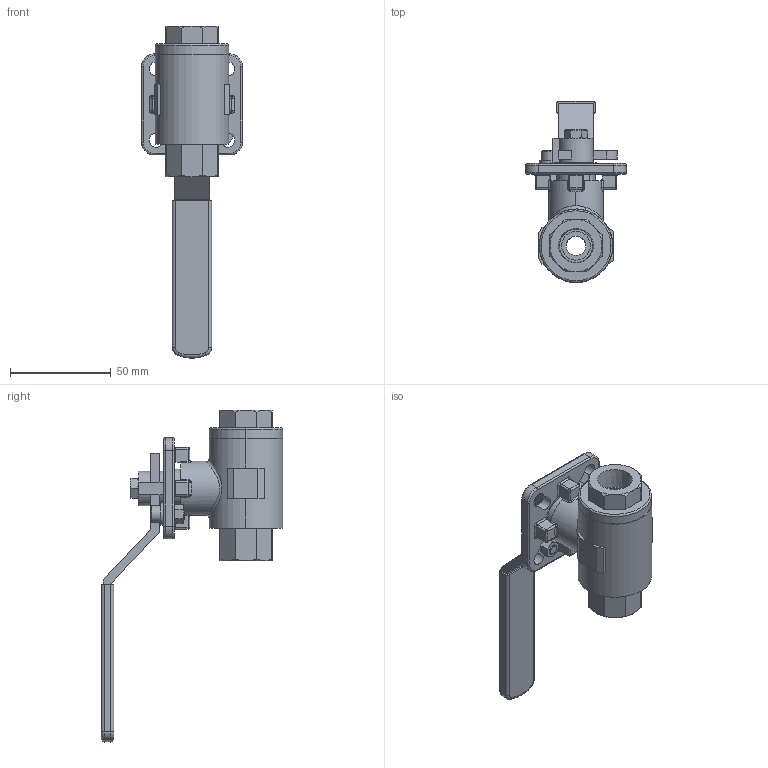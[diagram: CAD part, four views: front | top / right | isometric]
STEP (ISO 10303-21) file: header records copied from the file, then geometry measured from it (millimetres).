
FILE_DESCRIPTION (( 'STEP AP214' ), '1' );
FILE_NAME ('24-TH-0038-XXX.STEP', '2019-08-02T19:21:15', ( '' ), ( '' ), 'SwSTEP 2.0', 'SolidWorks 2019', '' );
FILE_SCHEMA (( 'AUTOMOTIVE_DESIGN' ));
Length unit declared in the file: inch
Products named in the file (9): flat washer narrow_am_B18.22M - Plain washer, 5 mm, narrow; hex nut style 1_am_B18.2.4.1M - Hex nut, Style 1,  M5 x 0.8 --D-N; 0.38 inch SERIES 24 END CAP; 22634; 22633; 24-TH-0038-XXX; formed hex screw_am_B18.2.3.2M - Formed hex screw, M6 x 1.0 x 10 --10CN; socket head cap screw_am_B18.3.1M - 5 x 0.8 x 12 Hex SHCS -- 12NHX; 0.38 INCH SERIES 24 BODY
Assembly tree (8 placements, depth 2):
  24-TH-0038-XXX
    0.38 INCH SERIES 24 BODY
    22634
    0.38 inch SERIES 24 END CAP
    22633
    formed hex screw_am_B18.2.3.2M - Formed hex screw, M6 x 1.0 x 10 --10CN
    socket head cap screw_am_B18.3.1M - 5 x 0.8 x 12 Hex SHCS -- 12NHX
    hex nut style 1_am_B18.2.4.1M - Hex nut, Style 1,  M5 x 0.8 --D-N
    flat washer narrow_am_B18.22M - Plain washer, 5 mm, narrow
Bounding box: 50.16 x 90.18 x 164.88 mm (x, y, z)
Volume: 93028.1 mm3; surface area: 35523.6 mm2
Topology: 8 solids, 8 shells, 404 faces, 999 edges, 605 vertices
Faces by surface type: plane 159, cylinder 136, cone 60, torus 31, bspline 10, sphere 8
Entity records: 13863 total; most frequent: CARTESIAN_POINT 3645, DIRECTION 2049, ORIENTED_EDGE 1974, EDGE_CURVE 987, AXIS2_PLACEMENT_3D 787, VERTEX_POINT 605, LINE 475, VECTOR 475
